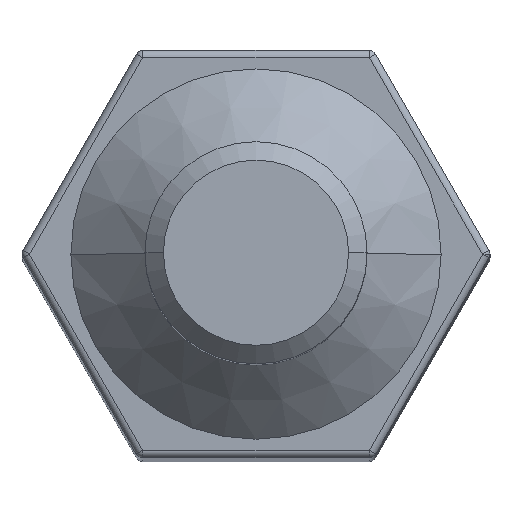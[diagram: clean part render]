
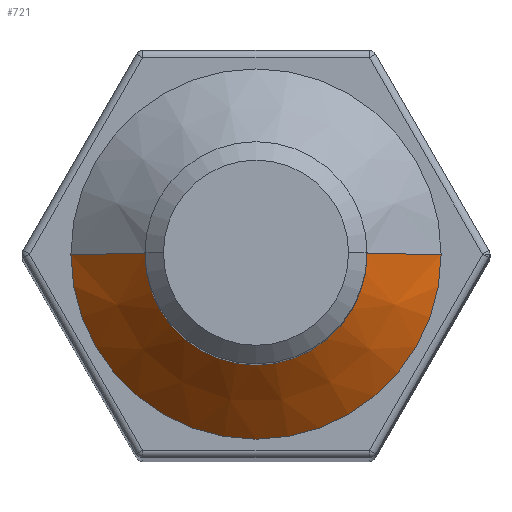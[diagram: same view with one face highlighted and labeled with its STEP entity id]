
A CAD part, top view. The second image highlights one B-rep face of the part: STEP entity #721.
In plain terms, the highlighted conical face has half-angle 45 degrees and reference radius 1.5 mm.
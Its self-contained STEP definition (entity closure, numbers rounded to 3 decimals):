
#5 = CARTESIAN_POINT ( 'NONE',  ( 0., 0., 1. ) ) ;
#9 = AXIS2_PLACEMENT_3D ( 'NONE', #5, #1032, #652 ) ;
#101 = AXIS2_PLACEMENT_3D ( 'NONE', #1189, #490, #1262 ) ;
#113 = AXIS2_PLACEMENT_3D ( 'NONE', #994, #223, #1098 ) ;
#142 = ORIENTED_EDGE ( 'NONE', *, *, #308, .F. ) ;
#144 = ORIENTED_EDGE ( 'NONE', *, *, #581, .T. ) ;
#146 = ORIENTED_EDGE ( 'NONE', *, *, #530, .T. ) ;
#166 = ORIENTED_EDGE ( 'NONE', *, *, #605, .F. ) ;
#186 = EDGE_LOOP ( 'NONE', ( #142, #144, #146, #166 ) ) ;
#195 = VERTEX_POINT ( 'NONE', #660 ) ;
#223 = DIRECTION ( 'NONE',  ( 0., 0., -1. ) ) ;
#308 = EDGE_CURVE ( 'NONE', #195, #714, #1028, .T. ) ;
#336 = CARTESIAN_POINT ( 'NONE',  ( -1.5, 0., 1. ) ) ;
#402 = CIRCLE ( 'NONE', #113, 1.5 ) ;
#409 = CARTESIAN_POINT ( 'NONE',  ( -1.5, 0., 1. ) ) ;
#490 = DIRECTION ( 'NONE',  ( 0., 0., -1. ) ) ;
#512 = CIRCLE ( 'NONE', #101, 2.5 ) ;
#530 = EDGE_CURVE ( 'NONE', #717, #918, #670, .T. ) ;
#581 = EDGE_CURVE ( 'NONE', #195, #717, #402, .T. ) ;
#605 = EDGE_CURVE ( 'NONE', #714, #918, #512, .T. ) ;
#651 = VECTOR ( 'NONE', #719, 1000. ) ;
#652 = DIRECTION ( 'NONE',  ( -1., 0., 0. ) ) ;
#660 = CARTESIAN_POINT ( 'NONE',  ( 1.5, 0., 1. ) ) ;
#670 = LINE ( 'NONE', #336, #651 ) ;
#714 = VERTEX_POINT ( 'NONE', #1209 ) ;
#717 = VERTEX_POINT ( 'NONE', #409 ) ;
#719 = DIRECTION ( 'NONE',  ( -0.707, 0., -0.707 ) ) ;
#721 = ADVANCED_FACE ( 'NONE', ( #1220 ), #1206, .T. ) ;
#723 = CARTESIAN_POINT ( 'NONE',  ( -2.5, 0., 0. ) ) ;
#831 = DIRECTION ( 'NONE',  ( 0.707, 0., -0.707 ) ) ;
#918 = VERTEX_POINT ( 'NONE', #723 ) ;
#994 = CARTESIAN_POINT ( 'NONE',  ( 0., 0., 1. ) ) ;
#1007 = VECTOR ( 'NONE', #831, 1000. ) ;
#1028 = LINE ( 'NONE', #1150, #1007 ) ;
#1032 = DIRECTION ( 'NONE',  ( 0., 0., -1. ) ) ;
#1098 = DIRECTION ( 'NONE',  ( -1., 0., 0. ) ) ;
#1150 = CARTESIAN_POINT ( 'NONE',  ( 1.5, 0., 1. ) ) ;
#1189 = CARTESIAN_POINT ( 'NONE',  ( 0., 0., 0. ) ) ;
#1206 = CONICAL_SURFACE ( 'NONE', #9, 1.5, 0.785 ) ;
#1209 = CARTESIAN_POINT ( 'NONE',  ( 2.5, 0., 0. ) ) ;
#1220 = FACE_OUTER_BOUND ( 'NONE', #186, .T. ) ;
#1262 = DIRECTION ( 'NONE',  ( -1., 0., 0. ) ) ;
